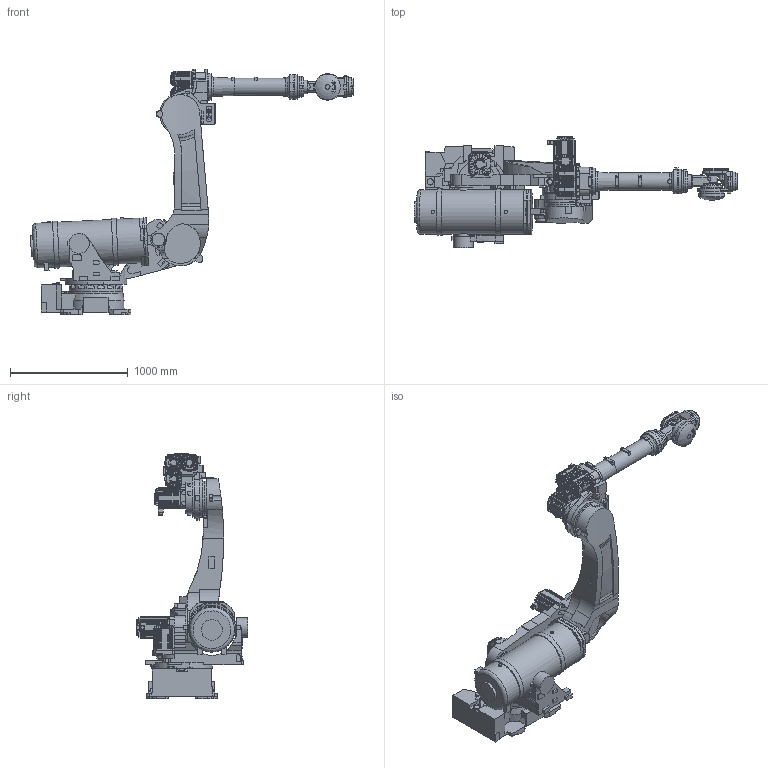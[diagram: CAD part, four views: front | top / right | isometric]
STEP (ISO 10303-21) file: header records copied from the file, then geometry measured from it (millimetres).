
FILE_DESCRIPTION (( 'STEP AP214' ), '1' );
FILE_NAME ('HS220S 譆謙 PART (191203).STEP', '2019-12-03T05:48:29', ( 'Windows 餌辨濠' ), ( 'HRDG' ), 'SwSTEP 2.0', 'SolidWorks 2017', '' );
FILE_SCHEMA (( 'AUTOMOTIVE_DESIGN' ));
Length unit declared in the file: millimetre
Products named in the file (1): HS220S 譆謙 PART (191203)
Bounding box: 2743.82 x 948.5 x 2085 mm (x, y, z)
Volume: 436251707.6 mm3; surface area: 13641720 mm2
Topology: 41 solids, 48 shells, 7059 faces, 17864 edges, 11262 vertices
Faces by surface type: plane 3540, cylinder 2400, bspline 901, cone 218
Full cylindrical faces by diameter (mm): 5 x5, 6 x5, 6.8 x7, 8 x13, 8.5 x42, 9 x6, 10 x26, 10.2 x1, 12 x1, 13 x8, 13.5 x4, 20 x2, 22 x3, 25 x2, 26 x2, 27.6 x3, 28 x2, 30 x6, 32 x1, 35 x3, 36 x2, 38 x6, 40 x1, 42 x2, 45 x3, 50 x2, 54 x1, 60 x4, 62 x3, 76 x1
Entity records: 237277 total; most frequent: CARTESIAN_POINT 65219, ORIENTED_EDGE 34672, DIRECTION 32852, EDGE_CURVE 17336, VERTEX_POINT 11165, AXIS2_PLACEMENT_3D 11080, VECTOR 10692, LINE 10692
